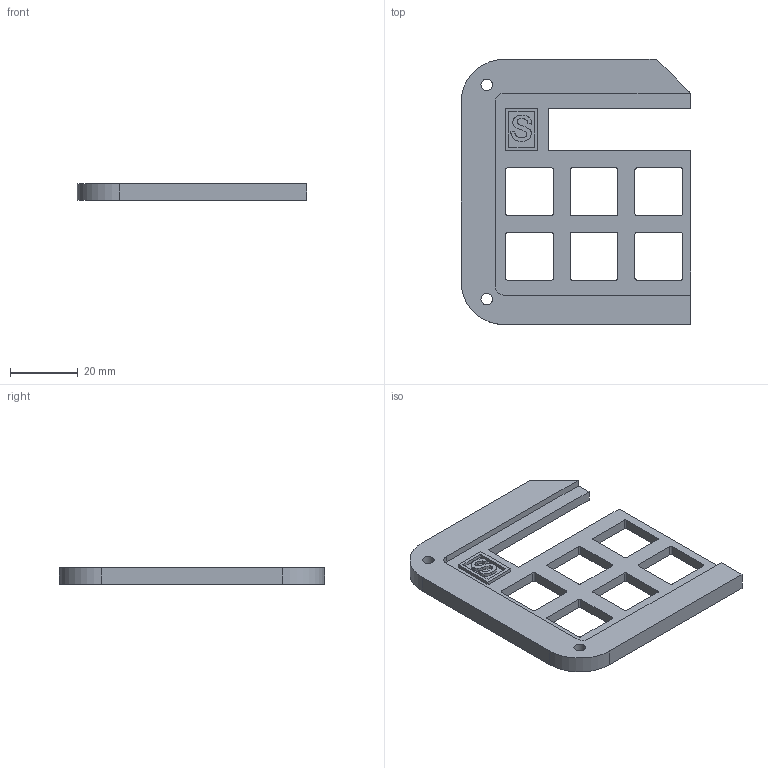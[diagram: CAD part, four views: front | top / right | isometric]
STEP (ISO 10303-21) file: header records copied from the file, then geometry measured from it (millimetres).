
FILE_DESCRIPTION(/* description */ (''),/* implementation_level */ '2;1');
FILE_NAME(/* name */ 'front_case_hackerpad2.step',/* time_stamp */ '2026-01-13T14:30:40+06:00',/* author */ (''),/* organization */ (''),/* preprocessor_version */ 'ST-DEVELOPER v20.1',/* originating_system */ 'Autodesk Translation Framework v14.21.0.0',/* authorisation */ '');
FILE_SCHEMA (('AUTOMOTIVE_DESIGN { 1 0 10303 214 3 1 1 }'));
Length unit declared in the file: millimetre
Products named in the file (1): 2026-01-13-14-28-56-471
Bounding box: 67.65 x 78.15 x 5 mm (x, y, z)
Volume: 13869.8 mm3; surface area: 9975.9 mm2
Topology: 1 solids, 1 shells, 110 faces, 315 edges, 210 vertices
Faces by surface type: plane 54, cylinder 32, bspline 24
Full cylindrical faces by diameter (mm): 3.4 x2
Entity records: 3986 total; most frequent: CARTESIAN_POINT 1141, ORIENTED_EDGE 630, DIRECTION 506, EDGE_CURVE 315, VERTEX_POINT 210, LINE 202, VECTOR 202, AXIS2_PLACEMENT_3D 152
